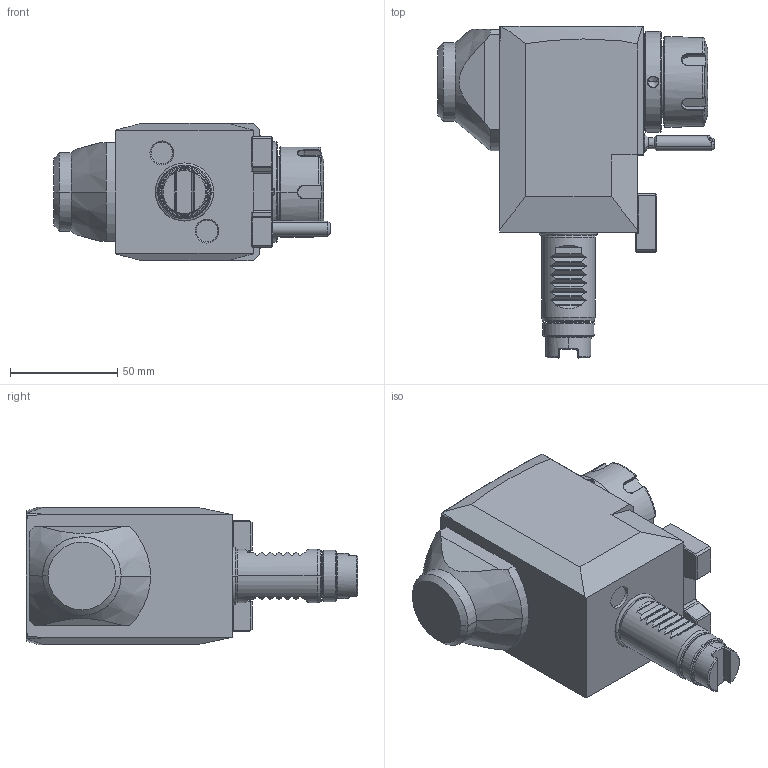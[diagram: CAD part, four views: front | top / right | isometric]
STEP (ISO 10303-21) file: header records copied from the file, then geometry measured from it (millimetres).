
FILE_DESCRIPTION((''),'2;1');
FILE_NAME('NGT1_25_261_25_3_3_70','2024-12-20T',('vali'),('NOVA GRUP'),'PRO/ENGINEER BY PARAMETRIC TECHNOLOGY CORPORATION, 2010280','PRO/ENGINEER BY PARAMETRIC TECHNOLOGY CORPORATION, 2010280','');
FILE_SCHEMA(('CONFIG_CONTROL_DESIGN'));
Length unit declared in the file: millimetre
Products named in the file (1): NGT1_25_261_25_3_3_70
Bounding box: 128.63 x 154.5 x 64 mm (x, y, z)
Volume: 520286.6 mm3; surface area: 50923.5 mm2
Topology: 1 solids, 1 shells, 422 faces, 1076 edges, 664 vertices
Faces by surface type: plane 214, cylinder 68, cone 66, bspline 52, torus 18, extrusion 2, sphere 2
Entity records: 18420 total; most frequent: CARTESIAN_POINT 8819, ORIENTED_EDGE 2124, DIRECTION 1744, EDGE_CURVE 1062, VERTEX_POINT 664, VECTOR 586, LINE 584, AXIS2_PLACEMENT_3D 579
